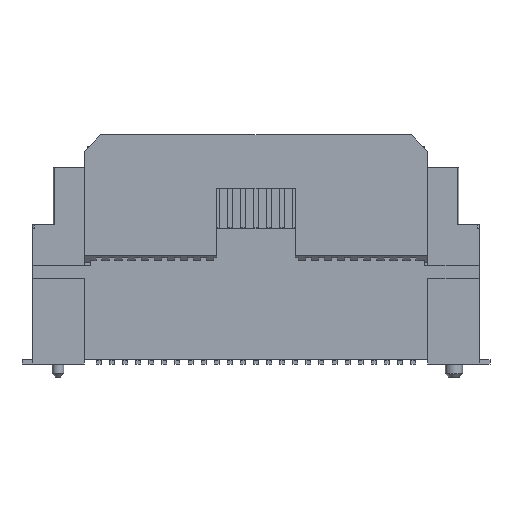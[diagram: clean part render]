
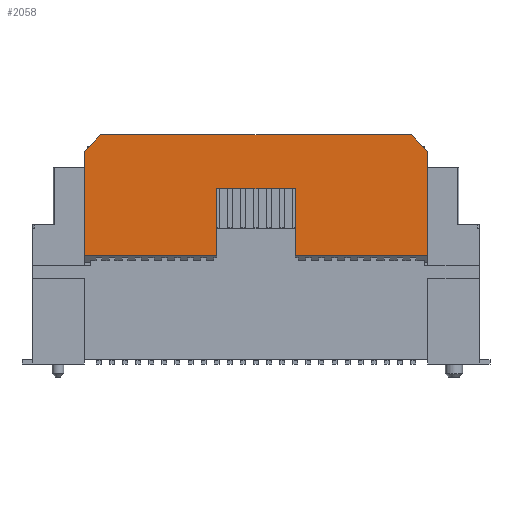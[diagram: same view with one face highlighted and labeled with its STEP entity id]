
A CAD part, front view. The second image highlights one B-rep face of the part: STEP entity #2058.
In plain terms, the highlighted planar face has unit normal (0, -1, 0).
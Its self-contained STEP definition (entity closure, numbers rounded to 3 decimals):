
#374=CARTESIAN_POINT('',(-12.5,-2.9,6.8));
#375=VERTEX_POINT('',#374);
#740=CARTESIAN_POINT('',(-12.5,-2.9,1.4));
#741=VERTEX_POINT('',#740);
#748=CARTESIAN_POINT('',(-12.5,-2.9,1.4));
#749=DIRECTION('',(0.,0.,1.));
#750=VECTOR('',#749,5.4);
#751=LINE('',#748,#750);
#752=EDGE_CURVE('',#741,#375,#751,.T.);
#980=CARTESIAN_POINT('',(-12.5,-2.9,7.8));
#981=VERTEX_POINT('',#980);
#982=CARTESIAN_POINT('',(-12.5,-2.9,6.8));
#983=DIRECTION('',(0.,0.,1.));
#984=VECTOR('',#983,1.);
#985=LINE('',#982,#984);
#986=EDGE_CURVE('',#375,#981,#985,.T.);
#1708=CARTESIAN_POINT('',(-11.5,-2.9,8.8));
#1709=VERTEX_POINT('',#1708);
#1710=CARTESIAN_POINT('',(-12.5,-2.9,7.8));
#1711=DIRECTION('',(0.707,0.,0.707));
#1712=VECTOR('',#1711,1.414);
#1713=LINE('',#1710,#1712);
#1714=EDGE_CURVE('',#981,#1709,#1713,.T.);
#1978=CARTESIAN_POINT('',(-2.,-2.9,5.1));
#1979=DIRECTION('',(1.,0.,0.));
#1980=DIRECTION('',(0.,-1.,0.));
#1981=AXIS2_PLACEMENT_3D('',#1978,#1980,#1979);
#1982=PLANE('',#1981);
#1983=ORIENTED_EDGE('',*,*,#1714,.F.);
#1984=ORIENTED_EDGE('',*,*,#986,.F.);
#1985=ORIENTED_EDGE('',*,*,#752,.F.);
#1986=CARTESIAN_POINT('',(-4.4,-2.9,1.4));
#1987=VERTEX_POINT('',#1986);
#1988=CARTESIAN_POINT('',(-12.5,-2.9,1.4));
#1989=DIRECTION('',(1.,0.,0.));
#1990=VECTOR('',#1989,8.1);
#1991=LINE('',#1988,#1990);
#1992=EDGE_CURVE('',#741,#1987,#1991,.T.);
#1993=ORIENTED_EDGE('',*,*,#1992,.T.);
#1994=CARTESIAN_POINT('',(-4.4,-2.9,5.5));
#1995=VERTEX_POINT('',#1994);
#1996=CARTESIAN_POINT('',(-4.4,-2.9,1.4));
#1997=DIRECTION('',(0.,0.,1.));
#1998=VECTOR('',#1997,4.1);
#1999=LINE('',#1996,#1998);
#2000=EDGE_CURVE('',#1987,#1995,#1999,.T.);
#2001=ORIENTED_EDGE('',*,*,#2000,.T.);
#2002=CARTESIAN_POINT('',(0.4,-2.9,5.5));
#2003=VERTEX_POINT('',#2002);
#2004=CARTESIAN_POINT('',(-4.4,-2.9,5.5));
#2005=DIRECTION('',(1.,0.,0.));
#2006=VECTOR('',#2005,4.8);
#2007=LINE('',#2004,#2006);
#2008=EDGE_CURVE('',#1995,#2003,#2007,.T.);
#2009=ORIENTED_EDGE('',*,*,#2008,.T.);
#2010=CARTESIAN_POINT('',(0.4,-2.9,1.4));
#2011=VERTEX_POINT('',#2010);
#2012=CARTESIAN_POINT('',(0.4,-2.9,5.5));
#2013=DIRECTION('',(0.,0.,-1.));
#2014=VECTOR('',#2013,4.1);
#2015=LINE('',#2012,#2014);
#2016=EDGE_CURVE('',#2003,#2011,#2015,.T.);
#2017=ORIENTED_EDGE('',*,*,#2016,.T.);
#2018=CARTESIAN_POINT('',(8.5,-2.9,1.4));
#2019=VERTEX_POINT('',#2018);
#2020=CARTESIAN_POINT('',(0.4,-2.9,1.4));
#2021=DIRECTION('',(1.,0.,0.));
#2022=VECTOR('',#2021,8.1);
#2023=LINE('',#2020,#2022);
#2024=EDGE_CURVE('',#2011,#2019,#2023,.T.);
#2025=ORIENTED_EDGE('',*,*,#2024,.T.);
#2026=CARTESIAN_POINT('',(8.5,-2.9,6.8));
#2027=VERTEX_POINT('',#2026);
#2028=CARTESIAN_POINT('',(8.5,-2.9,1.4));
#2029=DIRECTION('',(0.,0.,1.));
#2030=VECTOR('',#2029,5.4);
#2031=LINE('',#2028,#2030);
#2032=EDGE_CURVE('',#2019,#2027,#2031,.T.);
#2033=ORIENTED_EDGE('',*,*,#2032,.T.);
#2034=CARTESIAN_POINT('',(8.5,-2.9,7.8));
#2035=VERTEX_POINT('',#2034);
#2036=CARTESIAN_POINT('',(8.5,-2.9,6.8));
#2037=DIRECTION('',(0.,0.,1.));
#2038=VECTOR('',#2037,1.);
#2039=LINE('',#2036,#2038);
#2040=EDGE_CURVE('',#2027,#2035,#2039,.T.);
#2041=ORIENTED_EDGE('',*,*,#2040,.T.);
#2042=CARTESIAN_POINT('',(7.5,-2.9,8.8));
#2043=VERTEX_POINT('',#2042);
#2044=CARTESIAN_POINT('',(8.5,-2.9,7.8));
#2045=DIRECTION('',(-0.707,0.,0.707));
#2046=VECTOR('',#2045,1.414);
#2047=LINE('',#2044,#2046);
#2048=EDGE_CURVE('',#2035,#2043,#2047,.T.);
#2049=ORIENTED_EDGE('',*,*,#2048,.T.);
#2050=CARTESIAN_POINT('',(7.5,-2.9,8.8));
#2051=DIRECTION('',(-1.,0.,0.));
#2052=VECTOR('',#2051,19.);
#2053=LINE('',#2050,#2052);
#2054=EDGE_CURVE('',#2043,#1709,#2053,.T.);
#2055=ORIENTED_EDGE('',*,*,#2054,.T.);
#2056=EDGE_LOOP('',(#1983,#1984,#1985,#1993,#2001,#2009,#2017,#2025,#2033,#2041,#2049,#2055));
#2057=FACE_OUTER_BOUND('',#2056,.T.);
#2058=ADVANCED_FACE('',(#2057),#1982,.T.);
